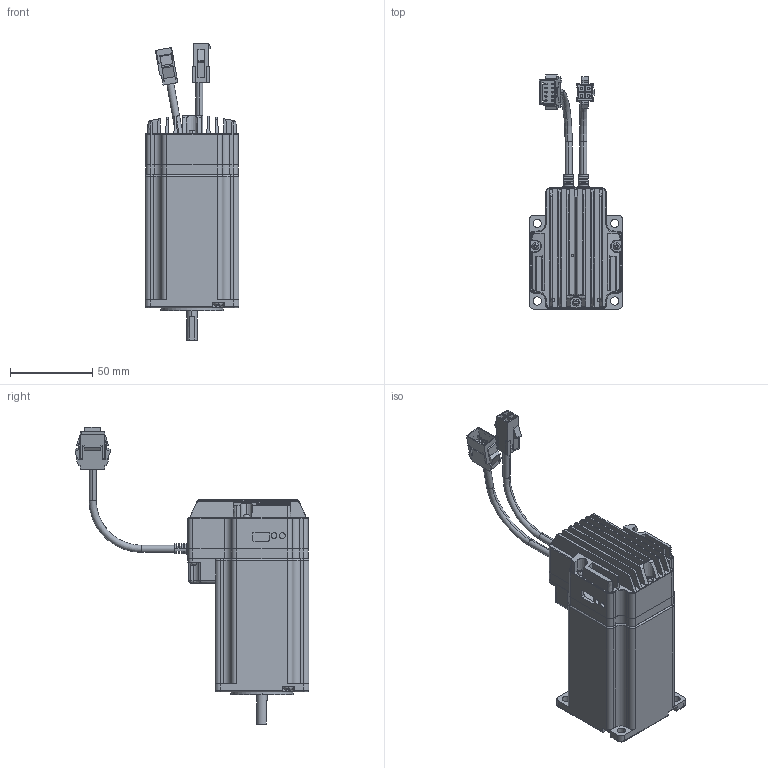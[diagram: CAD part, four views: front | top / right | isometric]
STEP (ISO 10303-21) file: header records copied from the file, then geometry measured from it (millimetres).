
FILE_DESCRIPTION (( 'STEP AP203' ), '1' );
FILE_NAME ('BM-56L-assembly_110209.STEP', '2013-10-31T06:14:38', ( '' ), ( '' ), 'SwSTEP 2.0', 'SolidWorks 2012', '' );
FILE_SCHEMA (( 'CONFIG_CONTROL_DESIGN' ));
Length unit declared in the file: millimetre
Products named in the file (11): BM-56L-assembly_110209; だお119; BM-56L-assembly_1102099; BM-56L-assembly_1102098; BM-56L-assembly_1102097; BM-56L-assembly_1102096; BM-56L-assembly_1102095; BM-56L-assembly_1102094; BM-56L-assembly_1102093; BM-56L-assembly_1102092; BM-56L-assembly_1102091
Assembly tree (10 placements, depth 2):
  BM-56L-assembly_110209
    BM-56L-assembly_1102091
    BM-56L-assembly_1102092
    BM-56L-assembly_1102093
    BM-56L-assembly_1102094
    BM-56L-assembly_1102095
    BM-56L-assembly_1102096
    BM-56L-assembly_1102097
    BM-56L-assembly_1102098
    BM-56L-assembly_1102099
    だお119
Bounding box: 57 x 142.11 x 181 mm (x, y, z)
Volume: 245619 mm3; surface area: 72461.7 mm2
Topology: 9 solids, 13 shells, 1018 faces, 2834 edges, 1874 vertices
Faces by surface type: plane 568, cylinder 344, bspline 49, cone 23, sphere 18, torus 16
Entity records: 37336 total; most frequent: CARTESIAN_POINT 10124, DIRECTION 5447, ORIENTED_EDGE 5374, EDGE_CURVE 2794, AXIS2_PLACEMENT_3D 1879, VERTEX_POINT 1856, LINE 1689, VECTOR 1689
